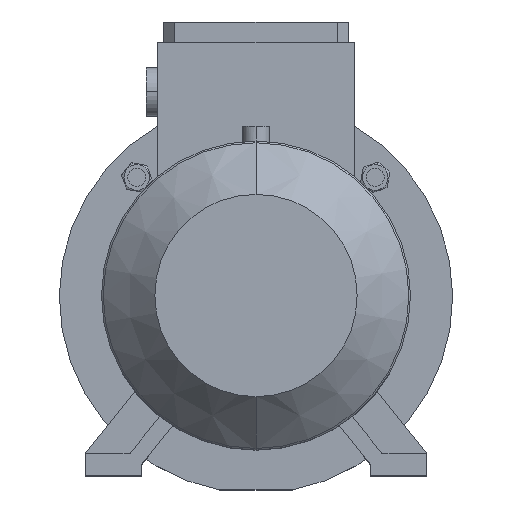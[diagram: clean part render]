
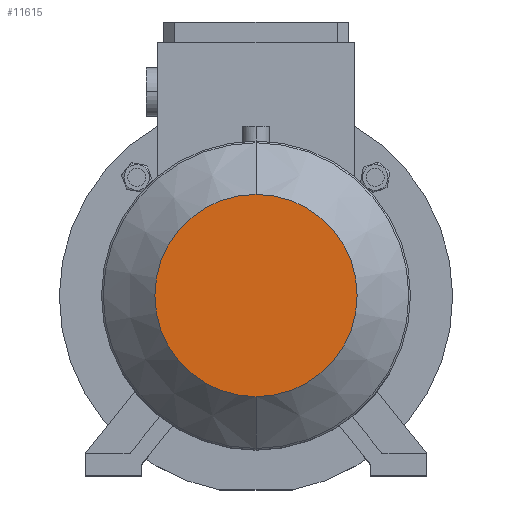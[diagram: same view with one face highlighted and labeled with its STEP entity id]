
A CAD part, top view. The second image highlights one B-rep face of the part: STEP entity #11615.
In plain terms, the highlighted planar face has unit normal (0, 0, 1).
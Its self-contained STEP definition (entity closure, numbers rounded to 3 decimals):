
#749 = DIRECTION ( 'NONE',  ( 0., 1., 0. ) ) ;
#1077 = EDGE_CURVE ( 'NONE', #42895, #3109, #47001, .T. ) ;
#2586 = FACE_OUTER_BOUND ( 'NONE', #28141, .T. ) ;
#3109 = VERTEX_POINT ( 'NONE', #12860 ) ;
#9066 = AXIS2_PLACEMENT_3D ( 'NONE', #46438, #50583, #749 ) ;
#10637 = EDGE_CURVE ( 'NONE', #3109, #42895, #24319, .T. ) ;
#11615 = ADVANCED_FACE ( 'NONE', ( #2586 ), #37326, .T. ) ;
#12860 = CARTESIAN_POINT ( 'NONE',  ( 0., -90., 788. ) ) ;
#14045 = CARTESIAN_POINT ( 'NONE',  ( 0., 0., 788. ) ) ;
#16057 = ORIENTED_EDGE ( 'NONE', *, *, #10637, .F. ) ;
#16619 = CARTESIAN_POINT ( 'NONE',  ( 0., 0., 788. ) ) ;
#20278 = AXIS2_PLACEMENT_3D ( 'NONE', #14045, #47499, #43342 ) ;
#24319 = CIRCLE ( 'NONE', #9066, 90. ) ;
#25007 = DIRECTION ( 'NONE',  ( 0., -1., 0. ) ) ;
#28141 = EDGE_LOOP ( 'NONE', ( #52095, #16057 ) ) ;
#32781 = DIRECTION ( 'NONE',  ( 0., 0., 1. ) ) ;
#36274 = AXIS2_PLACEMENT_3D ( 'NONE', #16619, #32781, #25007 ) ;
#37326 = PLANE ( 'NONE',  #36274 ) ;
#42895 = VERTEX_POINT ( 'NONE', #48151 ) ;
#43342 = DIRECTION ( 'NONE',  ( 0., 1., 0. ) ) ;
#46438 = CARTESIAN_POINT ( 'NONE',  ( 0., 0., 788. ) ) ;
#47001 = CIRCLE ( 'NONE', #20278, 90. ) ;
#47499 = DIRECTION ( 'NONE',  ( 0., 0., -1. ) ) ;
#48151 = CARTESIAN_POINT ( 'NONE',  ( 0., 90., 788. ) ) ;
#50583 = DIRECTION ( 'NONE',  ( 0., 0., -1. ) ) ;
#52095 = ORIENTED_EDGE ( 'NONE', *, *, #1077, .F. ) ;
